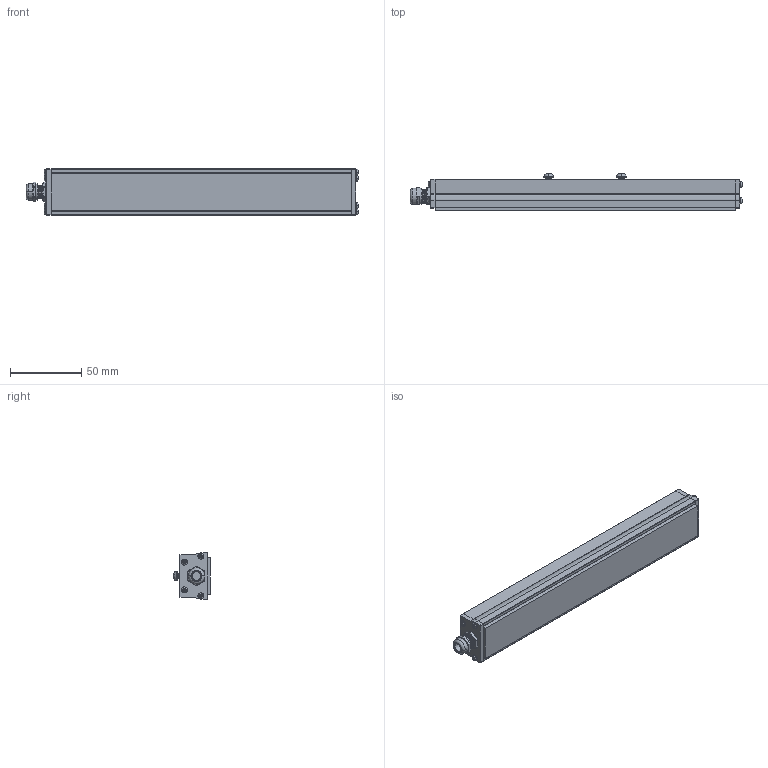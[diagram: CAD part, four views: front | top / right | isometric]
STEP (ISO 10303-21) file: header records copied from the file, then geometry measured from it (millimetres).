
FILE_DESCRIPTION (( 'STEP AP214' ), '1' );
FILE_NAME ('BL313 _NONSEALED__BL31308.stp', '2021-05-03T18:17:16', ( '' ), ( '' ), 'SwSTEP 2.0', 'SolidWorks 2018', '' );
FILE_SCHEMA (( 'AUTOMOTIVE_DESIGN' ));
Length unit declared in the file: inch
Products named in the file (9): BH-M4x6; 090869; 090888-XX_090888-08; HN-M4_90592A016; BL313 _NONSEALED__BL31308; 090870; 093474_093474; 097688-XX_097688-08; 091064_Model_Dome Fittings_Thread Type and Size(Dome)_M10 x 1.5_Hazardous Location-Explosive Proof(ATEX and EExe Versions)_No_
Assembly tree (17 placements, depth 2):
  BL313 _NONSEALED__BL31308
    090888-XX_090888-08
    090869
    090870
    097688-XX_097688-08
    093474_093474  x8
    091064_Model_Dome Fittings_Thread Type and Size(Dome)_M10 x 1.5_Hazardous Location-Explosive Proof(ATEX and EExe Versions)_No_
    HN-M4_90592A016  x2
    BH-M4x6  x2
Bounding box: 232.33 x 25.8 x 32.21 mm (x, y, z)
Volume: 60461.1 mm3; surface area: 65304.6 mm2
Topology: 18 solids, 18 shells, 1569 faces, 4140 edges, 2560 vertices
Faces by surface type: cylinder 922, cone 334, plane 223, torus 60, bspline 30
Entity records: 20465 total; most frequent: CARTESIAN_POINT 6561, ORIENTED_EDGE 2868, DIRECTION 2784, EDGE_CURVE 1434, AXIS2_PLACEMENT_3D 1075, VERTEX_POINT 903, VECTOR 634, LINE 634
